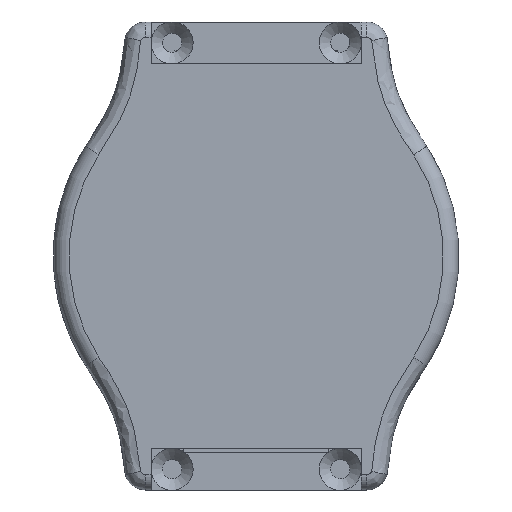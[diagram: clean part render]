
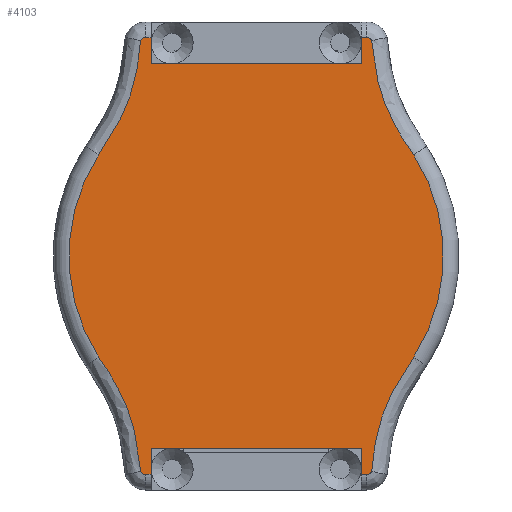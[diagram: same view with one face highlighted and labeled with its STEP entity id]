
A CAD part, front view. The second image highlights one B-rep face of the part: STEP entity #4103.
In plain terms, the highlighted planar face has unit normal (0, -1, 0).
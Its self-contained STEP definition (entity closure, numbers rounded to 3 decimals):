
#147=B_SPLINE_CURVE_WITH_KNOTS('',3,(#7948,#7949,#7950,#7951,#7952,#7953),
 .UNSPECIFIED.,.F.,.F.,(4,1,1,4),(-1.192,-0.518,
-0.173,-0.003),.UNSPECIFIED.);
#151=B_SPLINE_CURVE_WITH_KNOTS('',3,(#8101,#8102,#8103,#8104,#8105,#8106),
 .UNSPECIFIED.,.F.,.F.,(4,1,1,4),(0.003,0.346,
0.518,1.192),.UNSPECIFIED.);
#153=B_SPLINE_CURVE_WITH_KNOTS('',3,(#8153,#8154,#8155,#8156,#8157,#8158),
 .UNSPECIFIED.,.F.,.F.,(4,1,1,4),(0.003,0.346,
0.518,1.192),.UNSPECIFIED.);
#154=B_SPLINE_CURVE_WITH_KNOTS('',3,(#8162,#8163,#8164,#8165,#8166,#8167),
 .UNSPECIFIED.,.F.,.F.,(4,1,1,4),(-1.192,-0.518,
-0.173,-0.003),.UNSPECIFIED.);
#254=PLANE('',#4433);
#429=FACE_OUTER_BOUND('',#654,.T.);
#654=EDGE_LOOP('',(#3357,#3358,#3359,#3360,#3361,#3362,#3363,#3364,#3365,
#3366,#3367,#3368,#3369,#3370,#3371,#3372,#3373,#3374,#3375,#3376));
#949=LINE('',#7879,#1278);
#952=LINE('',#8140,#1281);
#953=LINE('',#8143,#1282);
#954=LINE('',#8145,#1283);
#955=LINE('',#8147,#1284);
#956=LINE('',#8149,#1285);
#957=LINE('',#8171,#1286);
#958=LINE('',#8173,#1287);
#959=LINE('',#8175,#1288);
#960=LINE('',#8176,#1289);
#1278=VECTOR('',#5217,10.);
#1281=VECTOR('',#5242,10.);
#1282=VECTOR('',#5245,10.);
#1283=VECTOR('',#5246,10.);
#1284=VECTOR('',#5247,10.);
#1285=VECTOR('',#5248,10.);
#1286=VECTOR('',#5255,10.);
#1287=VECTOR('',#5256,10.);
#1288=VECTOR('',#5257,10.);
#1289=VECTOR('',#5258,10.);
#1529=CIRCLE('',#4424,0.5);
#1531=CIRCLE('',#4427,18.);
#1532=CIRCLE('',#4428,0.5);
#1536=CIRCLE('',#4434,0.5);
#1537=CIRCLE('',#4435,18.);
#1538=CIRCLE('',#4436,0.5);
#1855=VERTEX_POINT('',#7876);
#1856=VERTEX_POINT('',#7878);
#1859=VERTEX_POINT('',#7894);
#1861=VERTEX_POINT('',#7947);
#1863=VERTEX_POINT('',#8009);
#1865=VERTEX_POINT('',#8100);
#1866=VERTEX_POINT('',#8130);
#1868=VERTEX_POINT('',#8136);
#1870=VERTEX_POINT('',#8142);
#1871=VERTEX_POINT('',#8144);
#1872=VERTEX_POINT('',#8146);
#1873=VERTEX_POINT('',#8148);
#1874=VERTEX_POINT('',#8150);
#1875=VERTEX_POINT('',#8152);
#1876=VERTEX_POINT('',#8159);
#1877=VERTEX_POINT('',#8161);
#1878=VERTEX_POINT('',#8168);
#1879=VERTEX_POINT('',#8170);
#1880=VERTEX_POINT('',#8172);
#1881=VERTEX_POINT('',#8174);
#2380=EDGE_CURVE('',#1855,#1856,#949,.T.);
#2384=EDGE_CURVE('',#1856,#1859,#1529,.T.);
#2387=EDGE_CURVE('',#1859,#1861,#147,.T.);
#2390=EDGE_CURVE('',#1861,#1863,#1531,.T.);
#2393=EDGE_CURVE('',#1863,#1865,#151,.T.);
#2395=EDGE_CURVE('',#1865,#1866,#1532,.T.);
#2400=EDGE_CURVE('',#1866,#1868,#952,.T.);
#2401=EDGE_CURVE('',#1855,#1870,#953,.T.);
#2402=EDGE_CURVE('',#1870,#1871,#954,.T.);
#2403=EDGE_CURVE('',#1871,#1872,#955,.T.);
#2404=EDGE_CURVE('',#1873,#1872,#956,.T.);
#2405=EDGE_CURVE('',#1874,#1873,#1536,.T.);
#2406=EDGE_CURVE('',#1875,#1874,#153,.T.);
#2407=EDGE_CURVE('',#1876,#1875,#1537,.T.);
#2408=EDGE_CURVE('',#1877,#1876,#154,.T.);
#2409=EDGE_CURVE('',#1878,#1877,#1538,.T.);
#2410=EDGE_CURVE('',#1879,#1878,#957,.T.);
#2411=EDGE_CURVE('',#1879,#1880,#958,.T.);
#2412=EDGE_CURVE('',#1880,#1881,#959,.T.);
#2413=EDGE_CURVE('',#1881,#1868,#960,.T.);
#3357=ORIENTED_EDGE('',*,*,#2400,.F.);
#3358=ORIENTED_EDGE('',*,*,#2395,.F.);
#3359=ORIENTED_EDGE('',*,*,#2393,.F.);
#3360=ORIENTED_EDGE('',*,*,#2390,.F.);
#3361=ORIENTED_EDGE('',*,*,#2387,.F.);
#3362=ORIENTED_EDGE('',*,*,#2384,.F.);
#3363=ORIENTED_EDGE('',*,*,#2380,.F.);
#3364=ORIENTED_EDGE('',*,*,#2401,.T.);
#3365=ORIENTED_EDGE('',*,*,#2402,.T.);
#3366=ORIENTED_EDGE('',*,*,#2403,.T.);
#3367=ORIENTED_EDGE('',*,*,#2404,.F.);
#3368=ORIENTED_EDGE('',*,*,#2405,.F.);
#3369=ORIENTED_EDGE('',*,*,#2406,.F.);
#3370=ORIENTED_EDGE('',*,*,#2407,.F.);
#3371=ORIENTED_EDGE('',*,*,#2408,.F.);
#3372=ORIENTED_EDGE('',*,*,#2409,.F.);
#3373=ORIENTED_EDGE('',*,*,#2410,.F.);
#3374=ORIENTED_EDGE('',*,*,#2411,.T.);
#3375=ORIENTED_EDGE('',*,*,#2412,.T.);
#3376=ORIENTED_EDGE('',*,*,#2413,.T.);
#4103=ADVANCED_FACE('',(#429),#254,.F.);
#4424=AXIS2_PLACEMENT_3D('',#7895,#5223,#5224);
#4427=AXIS2_PLACEMENT_3D('',#8010,#5229,#5230);
#4428=AXIS2_PLACEMENT_3D('',#8131,#5231,#5232);
#4433=AXIS2_PLACEMENT_3D('',#8141,#5243,#5244);
#4434=AXIS2_PLACEMENT_3D('',#8151,#5249,#5250);
#4435=AXIS2_PLACEMENT_3D('',#8160,#5251,#5252);
#4436=AXIS2_PLACEMENT_3D('',#8169,#5253,#5254);
#5217=DIRECTION('',(1.,0.,0.));
#5223=DIRECTION('center_axis',(0.,1.,0.));
#5224=DIRECTION('ref_axis',(0.612,0.,0.791));
#5229=DIRECTION('center_axis',(0.,1.,0.));
#5230=DIRECTION('ref_axis',(1.,0.,0.));
#5231=DIRECTION('center_axis',(0.,1.,0.));
#5232=DIRECTION('ref_axis',(0.612,0.,-0.791));
#5242=DIRECTION('',(-1.,0.,0.));
#5243=DIRECTION('center_axis',(0.,1.,0.));
#5244=DIRECTION('ref_axis',(1.,0.,0.));
#5245=DIRECTION('',(0.,0.,-1.));
#5246=DIRECTION('',(-1.,0.,0.));
#5247=DIRECTION('',(0.,0.,1.));
#5248=DIRECTION('',(1.,0.,0.));
#5249=DIRECTION('center_axis',(0.,1.,0.));
#5250=DIRECTION('ref_axis',(-0.612,0.,0.791));
#5251=DIRECTION('center_axis',(0.,1.,0.));
#5252=DIRECTION('ref_axis',(-1.,0.,0.));
#5253=DIRECTION('center_axis',(0.,1.,0.));
#5254=DIRECTION('ref_axis',(-0.612,0.,-0.791));
#5255=DIRECTION('',(-1.,0.,0.));
#5256=DIRECTION('',(0.,0.,1.));
#5257=DIRECTION('',(1.,0.,0.));
#5258=DIRECTION('',(0.,0.,-1.));
#7876=CARTESIAN_POINT('',(10.086,0.,21.));
#7878=CARTESIAN_POINT('',(10.65,0.,21.));
#7879=CARTESIAN_POINT('',(0.168,0.,21.));
#7894=CARTESIAN_POINT('',(11.105,0.,20.708));
#7895=CARTESIAN_POINT('Origin',(10.65,0.,20.5));
#7947=CARTESIAN_POINT('',(15.151,0.,9.718));
#7948=CARTESIAN_POINT('Ctrl Pts',(11.105,0.,
20.708));
#7949=CARTESIAN_POINT('Ctrl Pts',(11.286,0.,
18.47));
#7950=CARTESIAN_POINT('Ctrl Pts',(11.917,0.,
15.081));
#7951=CARTESIAN_POINT('Ctrl Pts',(13.867,0.,
11.597));
#7952=CARTESIAN_POINT('Ctrl Pts',(14.826,0.,
10.179));
#7953=CARTESIAN_POINT('Ctrl Pts',(15.151,0.,
9.718));
#8009=CARTESIAN_POINT('',(15.151,0.,-9.718));
#8010=CARTESIAN_POINT('Origin',(0.,0.,0.));
#8100=CARTESIAN_POINT('',(11.105,0.,-20.708));
#8101=CARTESIAN_POINT('Ctrl Pts',(15.151,0.,-9.718));
#8102=CARTESIAN_POINT('Ctrl Pts',(14.493,0.,-10.65));
#8103=CARTESIAN_POINT('Ctrl Pts',(13.556,0.,-12.089));
#8104=CARTESIAN_POINT('Ctrl Pts',(11.807,0.,-15.658));
#8105=CARTESIAN_POINT('Ctrl Pts',(11.286,0.,-18.47));
#8106=CARTESIAN_POINT('Ctrl Pts',(11.105,0.,-20.708));
#8130=CARTESIAN_POINT('',(10.65,0.,-21.));
#8131=CARTESIAN_POINT('Origin',(10.65,0.,-20.5));
#8136=CARTESIAN_POINT('',(10.086,0.,-21.));
#8140=CARTESIAN_POINT('',(-9.918,0.,-21.));
#8141=CARTESIAN_POINT('Origin',(-9.75,0.,0.));
#8142=CARTESIAN_POINT('',(10.086,0.,18.5));
#8143=CARTESIAN_POINT('',(10.086,0.,10.5));
#8144=CARTESIAN_POINT('',(-10.086,0.,18.5));
#8145=CARTESIAN_POINT('',(0.168,0.,18.5));
#8146=CARTESIAN_POINT('',(-10.086,0.,21.));
#8147=CARTESIAN_POINT('',(-10.086,0.,9.25));
#8148=CARTESIAN_POINT('',(-10.65,0.,21.));
#8149=CARTESIAN_POINT('',(0.168,0.,21.));
#8150=CARTESIAN_POINT('',(-11.105,0.,20.708));
#8151=CARTESIAN_POINT('Origin',(-10.65,0.,20.5));
#8152=CARTESIAN_POINT('',(-15.151,0.,9.718));
#8153=CARTESIAN_POINT('Ctrl Pts',(-15.151,0.,9.718));
#8154=CARTESIAN_POINT('Ctrl Pts',(-14.493,0.,10.65));
#8155=CARTESIAN_POINT('Ctrl Pts',(-13.556,0.,12.089));
#8156=CARTESIAN_POINT('Ctrl Pts',(-11.807,0.,15.658));
#8157=CARTESIAN_POINT('Ctrl Pts',(-11.286,0.,18.47));
#8158=CARTESIAN_POINT('Ctrl Pts',(-11.105,0.,20.708));
#8159=CARTESIAN_POINT('',(-15.151,0.,-9.718));
#8160=CARTESIAN_POINT('Origin',(0.,0.,0.));
#8161=CARTESIAN_POINT('',(-11.105,0.,-20.708));
#8162=CARTESIAN_POINT('Ctrl Pts',(-11.105,0.,
-20.708));
#8163=CARTESIAN_POINT('Ctrl Pts',(-11.286,0.,
-18.47));
#8164=CARTESIAN_POINT('Ctrl Pts',(-11.917,0.,
-15.081));
#8165=CARTESIAN_POINT('Ctrl Pts',(-13.867,0.,
-11.597));
#8166=CARTESIAN_POINT('Ctrl Pts',(-14.826,0.,
-10.179));
#8167=CARTESIAN_POINT('Ctrl Pts',(-15.151,0.,
-9.718));
#8168=CARTESIAN_POINT('',(-10.65,0.,-21.));
#8169=CARTESIAN_POINT('Origin',(-10.65,0.,-20.5));
#8170=CARTESIAN_POINT('',(-10.086,0.,-21.));
#8171=CARTESIAN_POINT('',(-9.918,0.,-21.));
#8172=CARTESIAN_POINT('',(-10.086,0.,-18.5));
#8173=CARTESIAN_POINT('',(-10.086,0.,-10.5));
#8174=CARTESIAN_POINT('',(10.086,0.,-18.5));
#8175=CARTESIAN_POINT('',(-9.918,0.,-18.5));
#8176=CARTESIAN_POINT('',(10.086,0.,-9.25));
